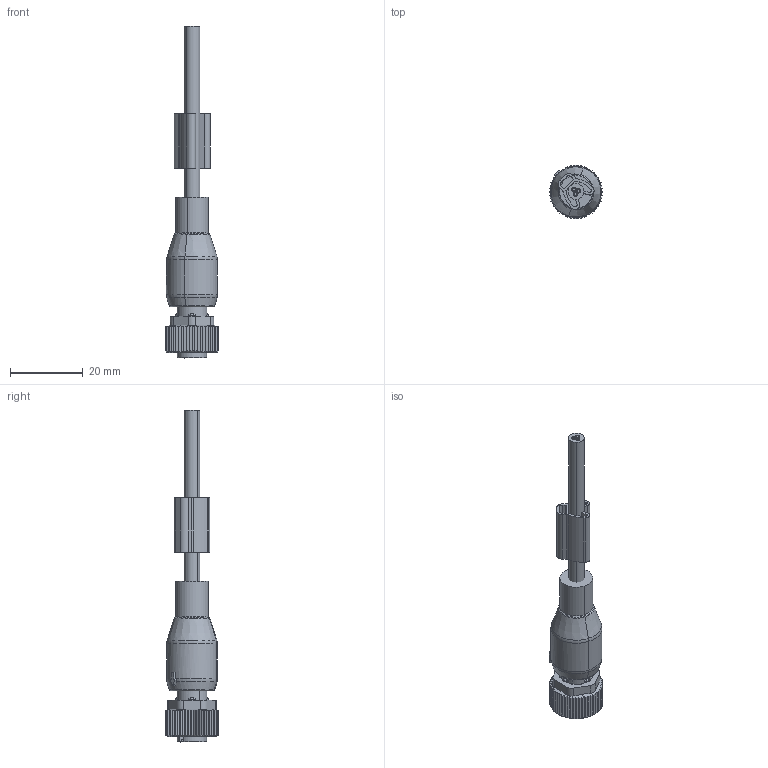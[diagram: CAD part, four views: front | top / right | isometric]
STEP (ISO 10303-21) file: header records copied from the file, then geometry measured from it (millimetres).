
FILE_DESCRIPTION(('CATIA V5 STEP Exchange','CAx-IF Rec.Pracs.--- Model Styling and Organization---1.4--- 2014-01-23'),'2;1');
FILE_NAME ('462047-1_0_1292620500_1292620500.stp','2021-03-25T10:17:18+00:00',('none'),('Weidmueller'),'CATIA Version 5-6 Release 2016 SP3 HF44','CATIA V5 STEP AP214','none');
FILE_SCHEMA(('AUTOMOTIVE_DESIGN { 1 0 10303 214 1 1 1 1 }'));
Length unit declared in the file: millimetre
Products named in the file (1): 1292620500
Bounding box: 14.6 x 14.52 x 91 mm (x, y, z)
Volume: 5424.9 mm3; surface area: 8132.1 mm2
Topology: 33 solids, 34 shells, 1069 faces, 2706 edges, 1744 vertices
Faces by surface type: plane 492, cylinder 320, cone 95, bspline 82, torus 73, revolution 4, extrusion 3
Entity records: 41533 total; most frequent: CARTESIAN_POINT 19102, ORIENTED_EDGE 5348, DIRECTION 3244, EDGE_CURVE 2674, VERTEX_POINT 1736, AXIS2_PLACEMENT_3D 1531, EDGE_LOOP 1172, VECTOR 1071
